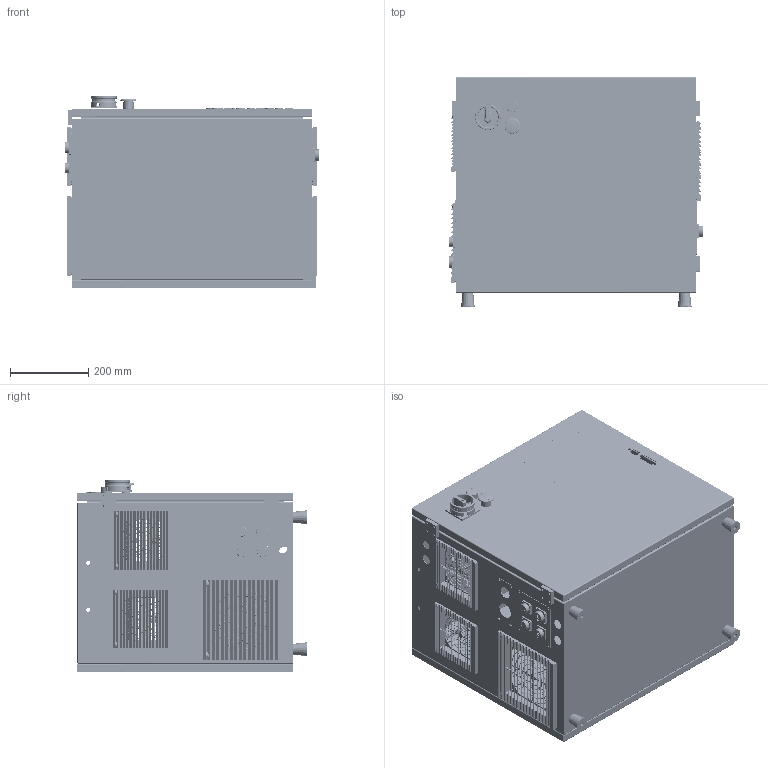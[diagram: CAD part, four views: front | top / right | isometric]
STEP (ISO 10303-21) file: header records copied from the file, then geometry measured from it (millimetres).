
FILE_DESCRIPTION (( 'STEP AP214' ), '1' );
FILE_NAME ('BR-10&20 control cabinet.STEP', '2024-03-27T02:05:44', ( '' ), ( '' ), 'SwSTEP 2.0', 'SolidWorks 2018', '' );
FILE_SCHEMA (( 'AUTOMOTIVE_DESIGN' ));
Length unit declared in the file: millimetre
Products named in the file (1): BR-10&20 control cabinet
Bounding box: 648 x 585 x 492.25 mm (x, y, z)
Volume: 4365616.4 mm3; surface area: 4699981.8 mm2
Topology: 55 solids, 55 shells, 9851 faces, 27081 edges, 16839 vertices
Faces by surface type: plane 4378, cylinder 3281, bspline 1397, torus 570, cone 160, sphere 65
Entity records: 347293 total; most frequent: CARTESIAN_POINT 102906, ORIENTED_EDGE 54006, DIRECTION 47283, EDGE_CURVE 27003, VERTEX_POINT 16839, AXIS2_PLACEMENT_3D 15933, LINE 15417, VECTOR 15417
